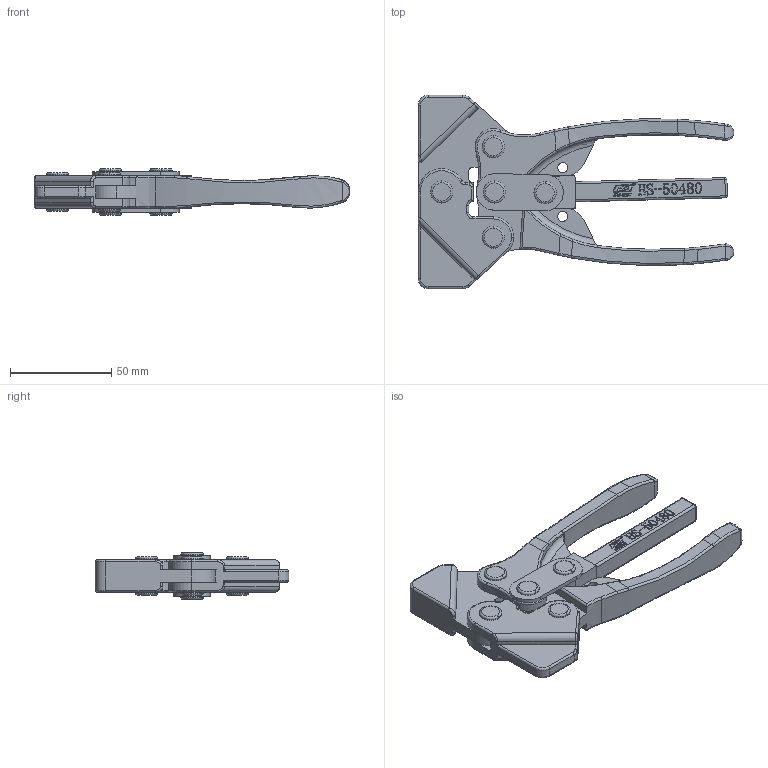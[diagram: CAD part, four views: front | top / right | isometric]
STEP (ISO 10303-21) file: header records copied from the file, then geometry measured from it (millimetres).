
FILE_DESCRIPTION (( 'STEP AP203' ), '1' );
FILE_NAME ('HS-50480 .STEP', '2019-10-07T07:02:07', ( '微软用户' ), ( '微软中国' ), 'SwSTEP 2.0', 'SolidWorks 2012', '' );
FILE_SCHEMA (( 'CONFIG_CONTROL_DESIGN' ));
Length unit declared in the file: millimetre
Products named in the file (9): HS-50480 ; 种1; 忒梟5; 蟀裝; 种; 忒梟4; 忒梟3; 忒梟2; 忒梟1
Assembly tree (12 placements, depth 2):
  HS-50480 
    忒梟1
    忒梟2
    忒梟3
    忒梟4
    种  x3
    蟀裝  x2
    忒梟5
    种1  x2
Bounding box: 155.92 x 95.61 x 23 mm (x, y, z)
Volume: 94477.5 mm3; surface area: 43914.1 mm2
Topology: 12 solids, 12 shells, 768 faces, 1965 edges, 1250 vertices
Faces by surface type: plane 273, cylinder 233, bspline 188, torus 70, sphere 4
Entity records: 30381 total; most frequent: CARTESIAN_POINT 12886, ORIENTED_EDGE 3696, DIRECTION 2974, EDGE_CURVE 1848, VERTEX_POINT 1184, AXIS2_PLACEMENT_3D 1016, VECTOR 942, LINE 942
